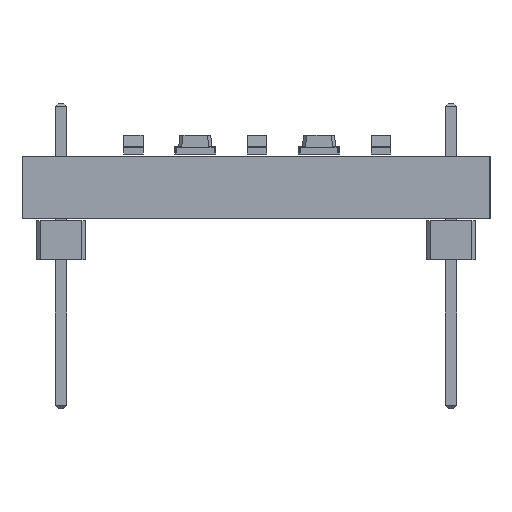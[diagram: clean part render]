
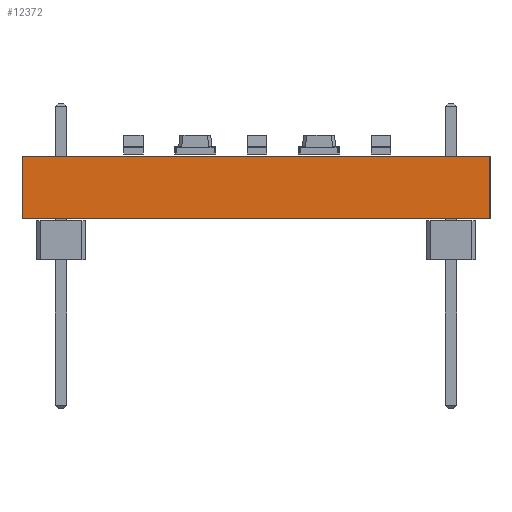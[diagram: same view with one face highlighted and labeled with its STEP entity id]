
A CAD part, left-side view. The second image highlights one B-rep face of the part: STEP entity #12372.
In plain terms, the highlighted planar face has unit normal (-1, 0, 0).
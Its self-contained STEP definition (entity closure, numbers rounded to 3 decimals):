
#12191 = PLANE('',#12192);
#12192 = AXIS2_PLACEMENT_3D('',#12193,#12194,#12195);
#12193 = CARTESIAN_POINT('',(21.5,6.,0.));
#12194 = DIRECTION('',(0.,-1.,0.));
#12195 = DIRECTION('',(-1.,0.,0.));
#12216 = VERTEX_POINT('',#12217);
#12217 = CARTESIAN_POINT('',(-21.5,6.,1.6));
#12231 = PLANE('',#12232);
#12232 = AXIS2_PLACEMENT_3D('',#12233,#12234,#12235);
#12233 = CARTESIAN_POINT('',(0.,0.,1.6));
#12234 = DIRECTION('',(0.,0.,1.));
#12235 = DIRECTION('',(1.,0.,0.));
#12243 = EDGE_CURVE('',#12244,#12216,#12246,.T.);
#12244 = VERTEX_POINT('',#12245);
#12245 = CARTESIAN_POINT('',(-21.5,6.,0.));
#12246 = SURFACE_CURVE('',#12247,(#12251,#12258),.PCURVE_S1.);
#12247 = LINE('',#12248,#12249);
#12248 = CARTESIAN_POINT('',(-21.5,6.,0.));
#12249 = VECTOR('',#12250,1.);
#12250 = DIRECTION('',(0.,0.,1.));
#12251 = PCURVE('',#12191,#12252);
#12252 = DEFINITIONAL_REPRESENTATION('',(#12253),#12257);
#12253 = LINE('',#12254,#12255);
#12254 = CARTESIAN_POINT('',(43.,0.));
#12255 = VECTOR('',#12256,1.);
#12256 = DIRECTION('',(0.,-1.));
#12257 = ( GEOMETRIC_REPRESENTATION_CONTEXT(2) 
PARAMETRIC_REPRESENTATION_CONTEXT() REPRESENTATION_CONTEXT('2D SPACE',''
  ) );
#12258 = PCURVE('',#12259,#12264);
#12259 = PLANE('',#12260);
#12260 = AXIS2_PLACEMENT_3D('',#12261,#12262,#12263);
#12261 = CARTESIAN_POINT('',(-21.5,6.,0.));
#12262 = DIRECTION('',(1.,0.,0.));
#12263 = DIRECTION('',(0.,-1.,0.));
#12264 = DEFINITIONAL_REPRESENTATION('',(#12265),#12269);
#12265 = LINE('',#12266,#12267);
#12266 = CARTESIAN_POINT('',(0.,0.));
#12267 = VECTOR('',#12268,1.);
#12268 = DIRECTION('',(0.,-1.));
#12269 = ( GEOMETRIC_REPRESENTATION_CONTEXT(2) 
PARAMETRIC_REPRESENTATION_CONTEXT() REPRESENTATION_CONTEXT('2D SPACE',''
  ) );
#12285 = PLANE('',#12286);
#12286 = AXIS2_PLACEMENT_3D('',#12287,#12288,#12289);
#12287 = CARTESIAN_POINT('',(0.,0.,0.));
#12288 = DIRECTION('',(0.,0.,1.));
#12289 = DIRECTION('',(1.,0.,0.));
#12318 = PLANE('',#12319);
#12319 = AXIS2_PLACEMENT_3D('',#12320,#12321,#12322);
#12320 = CARTESIAN_POINT('',(-21.5,-6.,0.));
#12321 = DIRECTION('',(0.,1.,0.));
#12322 = DIRECTION('',(1.,0.,0.));
#12372 = ADVANCED_FACE('',(#12373),#12259,.F.);
#12373 = FACE_BOUND('',#12374,.F.);
#12374 = EDGE_LOOP('',(#12375,#12376,#12399,#12422));
#12375 = ORIENTED_EDGE('',*,*,#12243,.T.);
#12376 = ORIENTED_EDGE('',*,*,#12377,.T.);
#12377 = EDGE_CURVE('',#12216,#12378,#12380,.T.);
#12378 = VERTEX_POINT('',#12379);
#12379 = CARTESIAN_POINT('',(-21.5,-6.,1.6));
#12380 = SURFACE_CURVE('',#12381,(#12385,#12392),.PCURVE_S1.);
#12381 = LINE('',#12382,#12383);
#12382 = CARTESIAN_POINT('',(-21.5,6.,1.6));
#12383 = VECTOR('',#12384,1.);
#12384 = DIRECTION('',(0.,-1.,0.));
#12385 = PCURVE('',#12259,#12386);
#12386 = DEFINITIONAL_REPRESENTATION('',(#12387),#12391);
#12387 = LINE('',#12388,#12389);
#12388 = CARTESIAN_POINT('',(0.,-1.6));
#12389 = VECTOR('',#12390,1.);
#12390 = DIRECTION('',(1.,0.));
#12391 = ( GEOMETRIC_REPRESENTATION_CONTEXT(2) 
PARAMETRIC_REPRESENTATION_CONTEXT() REPRESENTATION_CONTEXT('2D SPACE',''
  ) );
#12392 = PCURVE('',#12231,#12393);
#12393 = DEFINITIONAL_REPRESENTATION('',(#12394),#12398);
#12394 = LINE('',#12395,#12396);
#12395 = CARTESIAN_POINT('',(-21.5,6.));
#12396 = VECTOR('',#12397,1.);
#12397 = DIRECTION('',(0.,-1.));
#12398 = ( GEOMETRIC_REPRESENTATION_CONTEXT(2) 
PARAMETRIC_REPRESENTATION_CONTEXT() REPRESENTATION_CONTEXT('2D SPACE',''
  ) );
#12399 = ORIENTED_EDGE('',*,*,#12400,.F.);
#12400 = EDGE_CURVE('',#12401,#12378,#12403,.T.);
#12401 = VERTEX_POINT('',#12402);
#12402 = CARTESIAN_POINT('',(-21.5,-6.,0.));
#12403 = SURFACE_CURVE('',#12404,(#12408,#12415),.PCURVE_S1.);
#12404 = LINE('',#12405,#12406);
#12405 = CARTESIAN_POINT('',(-21.5,-6.,0.));
#12406 = VECTOR('',#12407,1.);
#12407 = DIRECTION('',(0.,0.,1.));
#12408 = PCURVE('',#12259,#12409);
#12409 = DEFINITIONAL_REPRESENTATION('',(#12410),#12414);
#12410 = LINE('',#12411,#12412);
#12411 = CARTESIAN_POINT('',(12.,0.));
#12412 = VECTOR('',#12413,1.);
#12413 = DIRECTION('',(0.,-1.));
#12414 = ( GEOMETRIC_REPRESENTATION_CONTEXT(2) 
PARAMETRIC_REPRESENTATION_CONTEXT() REPRESENTATION_CONTEXT('2D SPACE',''
  ) );
#12415 = PCURVE('',#12318,#12416);
#12416 = DEFINITIONAL_REPRESENTATION('',(#12417),#12421);
#12417 = LINE('',#12418,#12419);
#12418 = CARTESIAN_POINT('',(0.,0.));
#12419 = VECTOR('',#12420,1.);
#12420 = DIRECTION('',(0.,-1.));
#12421 = ( GEOMETRIC_REPRESENTATION_CONTEXT(2) 
PARAMETRIC_REPRESENTATION_CONTEXT() REPRESENTATION_CONTEXT('2D SPACE',''
  ) );
#12422 = ORIENTED_EDGE('',*,*,#12423,.F.);
#12423 = EDGE_CURVE('',#12244,#12401,#12424,.T.);
#12424 = SURFACE_CURVE('',#12425,(#12429,#12436),.PCURVE_S1.);
#12425 = LINE('',#12426,#12427);
#12426 = CARTESIAN_POINT('',(-21.5,6.,0.));
#12427 = VECTOR('',#12428,1.);
#12428 = DIRECTION('',(0.,-1.,0.));
#12429 = PCURVE('',#12259,#12430);
#12430 = DEFINITIONAL_REPRESENTATION('',(#12431),#12435);
#12431 = LINE('',#12432,#12433);
#12432 = CARTESIAN_POINT('',(0.,0.));
#12433 = VECTOR('',#12434,1.);
#12434 = DIRECTION('',(1.,0.));
#12435 = ( GEOMETRIC_REPRESENTATION_CONTEXT(2) 
PARAMETRIC_REPRESENTATION_CONTEXT() REPRESENTATION_CONTEXT('2D SPACE',''
  ) );
#12436 = PCURVE('',#12285,#12437);
#12437 = DEFINITIONAL_REPRESENTATION('',(#12438),#12442);
#12438 = LINE('',#12439,#12440);
#12439 = CARTESIAN_POINT('',(-21.5,6.));
#12440 = VECTOR('',#12441,1.);
#12441 = DIRECTION('',(0.,-1.));
#12442 = ( GEOMETRIC_REPRESENTATION_CONTEXT(2) 
PARAMETRIC_REPRESENTATION_CONTEXT() REPRESENTATION_CONTEXT('2D SPACE',''
  ) );
